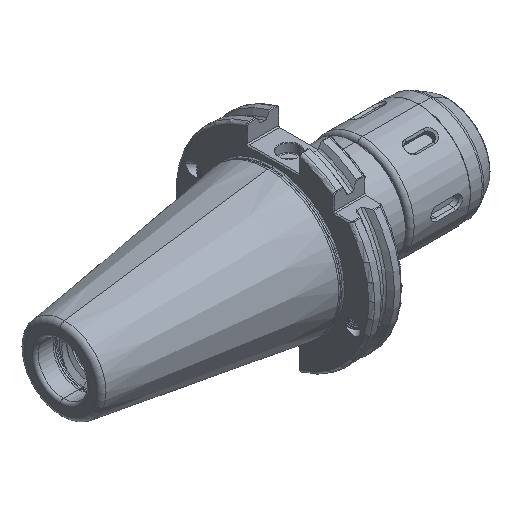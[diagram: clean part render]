
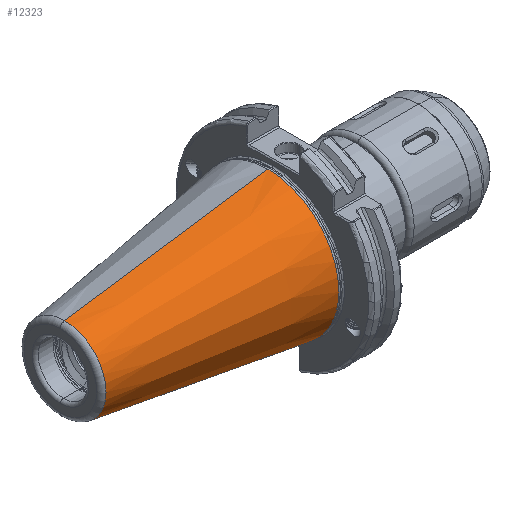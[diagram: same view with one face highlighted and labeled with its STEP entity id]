
A CAD part, isometric view. The second image highlights one B-rep face of the part: STEP entity #12323.
In plain terms, the highlighted conical face has half-angle 8.297 degrees and reference radius 35.392 mm.
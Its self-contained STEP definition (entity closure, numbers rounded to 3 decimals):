
#1110 = VERTEX_POINT ( 'NONE', #11007 ) ;
#1205 = VERTEX_POINT ( 'NONE', #11035 ) ;
#1374 = VERTEX_POINT ( 'NONE', #10959 ) ;
#2586 = CIRCLE ( 'NONE', #29944, 20.399 ) ;
#4209 = LINE ( 'NONE', #25494, #4253 ) ;
#4253 = VECTOR ( 'NONE', #25502, 1000. ) ;
#4257 = CIRCLE ( 'NONE', #31629, 35.027 ) ;
#4291 = LINE ( 'NONE', #26040, #4292 ) ;
#4292 = VECTOR ( 'NONE', #26035, 1000. ) ;
#9775 = CARTESIAN_POINT ( 'NONE',  ( -102.811, 0., 20.399 ) ) ;
#9820 = CARTESIAN_POINT ( 'NONE',  ( -2.5, 0., 35.027 ) ) ;
#10959 = CARTESIAN_POINT ( 'NONE',  ( -2.5, 0., -35.027 ) ) ;
#11007 = CARTESIAN_POINT ( 'NONE',  ( -2.5, -35.027, 0. ) ) ;
#11035 = CARTESIAN_POINT ( 'NONE',  ( -102.811, 0., -20.399 ) ) ;
#12323 = ADVANCED_FACE ( 'NONE', ( #22903 ), #22854, .T. ) ;
#14315 = CARTESIAN_POINT ( 'NONE',  ( -102.811, 0., 0. ) ) ;
#14334 = DIRECTION ( 'NONE',  ( 1., 0., 0. ) ) ;
#14335 = DIRECTION ( 'NONE',  ( 0., 0., 1. ) ) ;
#17064 = EDGE_LOOP ( 'NONE', ( #18198, #18176, #18151, #18251, #18211 ) ) ;
#18151 = ORIENTED_EDGE ( 'NONE', *, *, #39358, .T. ) ;
#18176 = ORIENTED_EDGE ( 'NONE', *, *, #31879, .T. ) ;
#18198 = ORIENTED_EDGE ( 'NONE', *, *, #39383, .F. ) ;
#18211 = ORIENTED_EDGE ( 'NONE', *, *, #39362, .F. ) ;
#18251 = ORIENTED_EDGE ( 'NONE', *, *, #31748, .F. ) ;
#20421 = DIRECTION ( 'NONE',  ( 1., 0., 0. ) ) ;
#20423 = DIRECTION ( 'NONE',  ( 0., 0., -1. ) ) ;
#20481 = CARTESIAN_POINT ( 'NONE',  ( 0., 0., 0. ) ) ;
#22810 = CIRCLE ( 'NONE', #29994, 35.027 ) ;
#22854 = CONICAL_SURFACE ( 'NONE', #29280, 35.392, 0.145 ) ;
#22903 = FACE_OUTER_BOUND ( 'NONE', #17064, .T. ) ;
#25494 = CARTESIAN_POINT ( 'NONE',  ( 0., 0., -35.392 ) ) ;
#25502 = DIRECTION ( 'NONE',  ( 0.99, 0., -0.144 ) ) ;
#25671 = DIRECTION ( 'NONE',  ( 0., 1., 0. ) ) ;
#25691 = CARTESIAN_POINT ( 'NONE',  ( -2.5, 0., 0. ) ) ;
#25692 = DIRECTION ( 'NONE',  ( 1., 0., 0. ) ) ;
#26035 = DIRECTION ( 'NONE',  ( 0.99, 0., 0.144 ) ) ;
#26040 = CARTESIAN_POINT ( 'NONE',  ( 0., 0., 35.392 ) ) ;
#29280 = AXIS2_PLACEMENT_3D ( 'NONE', #20481, #20421, #20423 ) ;
#29944 = AXIS2_PLACEMENT_3D ( 'NONE', #14315, #14334, #14335 ) ;
#29994 = AXIS2_PLACEMENT_3D ( 'NONE', #34645, #34620, #34614 ) ;
#31629 = AXIS2_PLACEMENT_3D ( 'NONE', #25691, #25692, #25671 ) ;
#31748 = EDGE_CURVE ( 'NONE', #1110, #1374, #22810, .T. ) ;
#31879 = EDGE_CURVE ( 'NONE', #47078, #1205, #2586, .T. ) ;
#34614 = DIRECTION ( 'NONE',  ( 0., 1., 0. ) ) ;
#34620 = DIRECTION ( 'NONE',  ( 1., 0., 0. ) ) ;
#34645 = CARTESIAN_POINT ( 'NONE',  ( -2.5, 0., 0. ) ) ;
#39358 = EDGE_CURVE ( 'NONE', #1205, #1374, #4209, .T. ) ;
#39362 = EDGE_CURVE ( 'NONE', #47081, #1110, #4257, .T. ) ;
#39383 = EDGE_CURVE ( 'NONE', #47078, #47081, #4291, .T. ) ;
#47078 = VERTEX_POINT ( 'NONE', #9775 ) ;
#47081 = VERTEX_POINT ( 'NONE', #9820 ) ;
